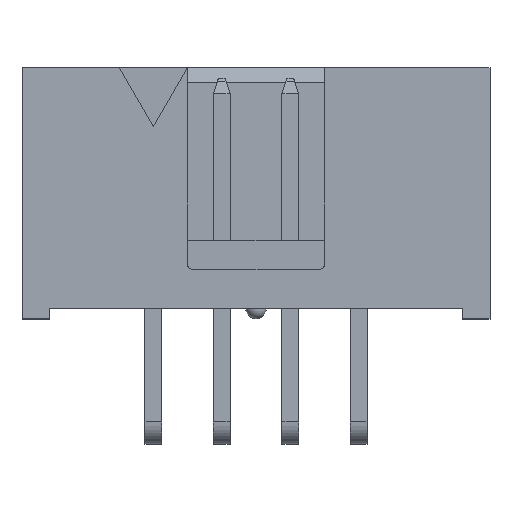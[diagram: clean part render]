
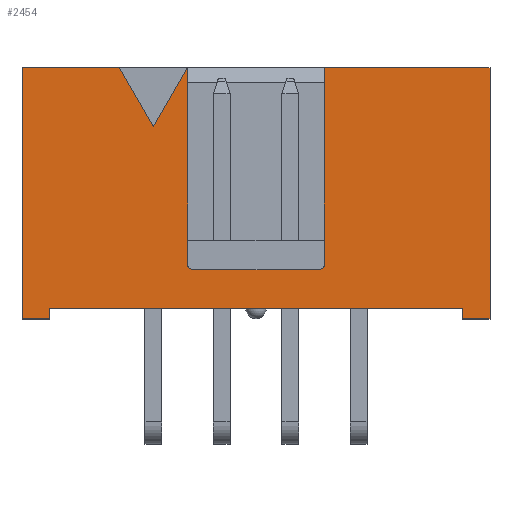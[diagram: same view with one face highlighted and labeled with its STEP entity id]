
A CAD part, top view. The second image highlights one B-rep face of the part: STEP entity #2454.
In plain terms, the highlighted planar face has unit normal (0, 0, 1).
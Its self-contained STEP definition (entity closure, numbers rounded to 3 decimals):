
#233=DIRECTION('',(0.5,-0.866,0.));
#234=VECTOR('',#233,2.54);
#235=CARTESIAN_POINT('',(6.145,9.32,8.89));
#236=LINE('3789',#235,#234);
#237=DIRECTION('',(0.5,0.866,0.));
#238=VECTOR('',#237,2.54);
#239=CARTESIAN_POINT('',(7.415,7.12,8.89));
#240=LINE('3790',#239,#238);
#241=DIRECTION('',(0.,-1.,0.));
#242=VECTOR('',#241,7.3);
#243=CARTESIAN_POINT('',(8.685,9.32,8.89));
#244=LINE('4974',#243,#242);
#245=CARTESIAN_POINT('',(8.885,2.02,8.89));
#246=DIRECTION('',(0.,0.,1.));
#247=DIRECTION('',(-1.,0.,0.));
#248=AXIS2_PLACEMENT_3D('',#245,#246,#247);
#250=DIRECTION('',(1.,0.,0.));
#251=VECTOR('',#250,4.68);
#252=CARTESIAN_POINT('',(8.885,1.82,8.89));
#253=LINE('180',#252,#251);
#254=CARTESIAN_POINT('',(13.565,2.02,8.89));
#255=DIRECTION('',(0.,0.,1.));
#256=DIRECTION('',(0.,-1.,0.));
#257=AXIS2_PLACEMENT_3D('',#254,#255,#256);
#259=DIRECTION('',(0.,-1.,0.));
#260=VECTOR('',#259,7.3);
#261=CARTESIAN_POINT('',(13.765,9.32,8.89));
#262=LINE('182',#261,#260);
#263=DIRECTION('',(-1.,0.,0.));
#264=VECTOR('',#263,6.145);
#265=CARTESIAN_POINT('',(19.91,9.32,8.89));
#266=LINE('190',#265,#264);
#267=DIRECTION('',(0.,1.,0.));
#268=VECTOR('',#267,9.32);
#269=CARTESIAN_POINT('',(19.91,0.,8.89));
#270=LINE('43',#269,#268);
#271=DIRECTION('',(1.,0.,0.));
#272=VECTOR('',#271,1.02);
#273=CARTESIAN_POINT('',(18.89,0.,8.89));
#274=LINE('42',#273,#272);
#275=DIRECTION('',(0.,-1.,0.));
#276=VECTOR('',#275,0.38);
#277=CARTESIAN_POINT('',(18.89,0.38,8.89));
#278=LINE('41',#277,#276);
#279=DIRECTION('',(1.,0.,0.));
#280=VECTOR('',#279,15.33);
#281=CARTESIAN_POINT('',(3.56,0.38,8.89));
#282=LINE('40',#281,#280);
#283=DIRECTION('',(0.,1.,0.));
#284=VECTOR('',#283,0.38);
#285=CARTESIAN_POINT('',(3.56,0.,8.89));
#286=LINE('39',#285,#284);
#287=DIRECTION('',(1.,0.,0.));
#288=VECTOR('',#287,1.02);
#289=CARTESIAN_POINT('',(2.54,0.,8.89));
#290=LINE('38',#289,#288);
#291=DIRECTION('',(0.,-1.,0.));
#292=VECTOR('',#291,9.32);
#293=CARTESIAN_POINT('',(2.54,9.32,8.89));
#294=LINE('37',#293,#292);
#295=DIRECTION('',(-1.,0.,0.));
#296=VECTOR('',#295,3.605);
#297=CARTESIAN_POINT('',(6.145,9.32,8.89));
#298=LINE('4534',#297,#296);
#1711=CARTESIAN_POINT('',(2.54,9.32,8.89));
#1712=CARTESIAN_POINT('',(2.54,0.,8.89));
#1713=VERTEX_POINT('',#1711);
#1714=VERTEX_POINT('',#1712);
#1715=CARTESIAN_POINT('',(3.56,0.,8.89));
#1716=VERTEX_POINT('',#1715);
#1717=CARTESIAN_POINT('',(3.56,0.38,8.89));
#1718=VERTEX_POINT('',#1717);
#1719=CARTESIAN_POINT('',(18.89,0.38,8.89));
#1720=VERTEX_POINT('',#1719);
#1721=CARTESIAN_POINT('',(18.89,0.,8.89));
#1722=VERTEX_POINT('',#1721);
#1723=CARTESIAN_POINT('',(19.91,0.,8.89));
#1724=VERTEX_POINT('',#1723);
#1725=CARTESIAN_POINT('',(19.91,9.32,8.89));
#1726=VERTEX_POINT('',#1725);
#1779=CARTESIAN_POINT('',(8.685,2.02,8.89));
#1780=CARTESIAN_POINT('',(8.885,1.82,8.89));
#1781=VERTEX_POINT('',#1779);
#1782=VERTEX_POINT('',#1780);
#1783=CARTESIAN_POINT('',(13.565,1.82,8.89));
#1784=VERTEX_POINT('',#1783);
#1785=CARTESIAN_POINT('',(13.765,2.02,8.89));
#1786=VERTEX_POINT('',#1785);
#1787=CARTESIAN_POINT('',(13.765,9.32,8.89));
#1788=VERTEX_POINT('',#1787);
#2081=CARTESIAN_POINT('',(6.145,9.32,8.89));
#2082=CARTESIAN_POINT('',(7.415,7.12,8.89));
#2083=VERTEX_POINT('',#2081);
#2084=VERTEX_POINT('',#2082);
#2085=CARTESIAN_POINT('',(8.685,9.32,8.89));
#2086=VERTEX_POINT('',#2085);
#2419=CARTESIAN_POINT('',(0.,0.,8.89));
#2420=DIRECTION('',(0.,0.,1.));
#2421=DIRECTION('',(1.,0.,0.));
#2422=AXIS2_PLACEMENT_3D('',#2419,#2420,#2421);
#2423=PLANE('36',#2422);
#2425=ORIENTED_EDGE('3789',*,*,#2424,.T.);
#2427=ORIENTED_EDGE('3790',*,*,#2426,.T.);
#2429=ORIENTED_EDGE('4974',*,*,#2428,.T.);
#2431=ORIENTED_EDGE('179',*,*,#2430,.T.);
#2433=ORIENTED_EDGE('180',*,*,#2432,.T.);
#2435=ORIENTED_EDGE('181',*,*,#2434,.T.);
#2437=ORIENTED_EDGE('182',*,*,#2436,.F.);
#2438=ORIENTED_EDGE('190',*,*,#2246,.F.);
#2440=ORIENTED_EDGE('43',*,*,#2439,.F.);
#2442=ORIENTED_EDGE('42',*,*,#2441,.F.);
#2444=ORIENTED_EDGE('41',*,*,#2443,.F.);
#2446=ORIENTED_EDGE('40',*,*,#2445,.F.);
#2448=ORIENTED_EDGE('39',*,*,#2447,.F.);
#2449=ORIENTED_EDGE('38',*,*,#2398,.F.);
#2450=ORIENTED_EDGE('37',*,*,#2363,.F.);
#2451=ORIENTED_EDGE('4534',*,*,#2297,.F.);
#2452=EDGE_LOOP('36',(#2425,#2427,#2429,#2431,#2433,#2435,#2437,#2438,#2440,
#2442,#2444,#2446,#2448,#2449,#2450,#2451));
#2453=FACE_OUTER_BOUND('36',#2452,.F.);
#2454=ADVANCED_FACE('36',(#2453),#2423,.T.);
#249=CIRCLE('179',#248,0.2);
#258=CIRCLE('181',#257,0.2);
#2246=EDGE_CURVE('190',#1726,#1788,#266,.T.);
#2297=EDGE_CURVE('4534',#2083,#1713,#298,.T.);
#2363=EDGE_CURVE('37',#1713,#1714,#294,.T.);
#2398=EDGE_CURVE('38',#1714,#1716,#290,.T.);
#2424=EDGE_CURVE('3789',#2083,#2084,#236,.T.);
#2426=EDGE_CURVE('3790',#2084,#2086,#240,.T.);
#2428=EDGE_CURVE('4974',#2086,#1781,#244,.T.);
#2430=EDGE_CURVE('179',#1781,#1782,#249,.T.);
#2432=EDGE_CURVE('180',#1782,#1784,#253,.T.);
#2434=EDGE_CURVE('181',#1784,#1786,#258,.T.);
#2436=EDGE_CURVE('182',#1788,#1786,#262,.T.);
#2439=EDGE_CURVE('43',#1724,#1726,#270,.T.);
#2441=EDGE_CURVE('42',#1722,#1724,#274,.T.);
#2443=EDGE_CURVE('41',#1720,#1722,#278,.T.);
#2445=EDGE_CURVE('40',#1718,#1720,#282,.T.);
#2447=EDGE_CURVE('39',#1716,#1718,#286,.T.);
